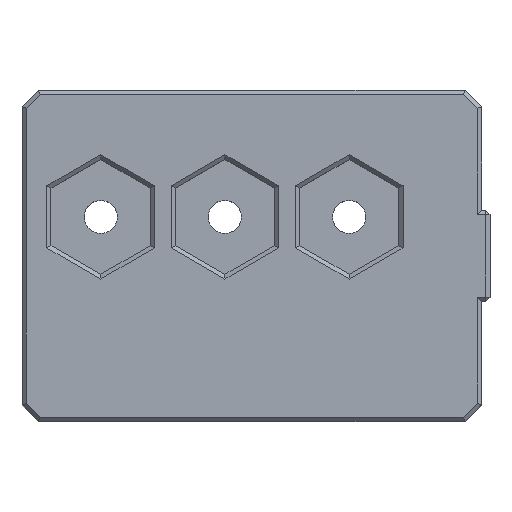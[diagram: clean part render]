
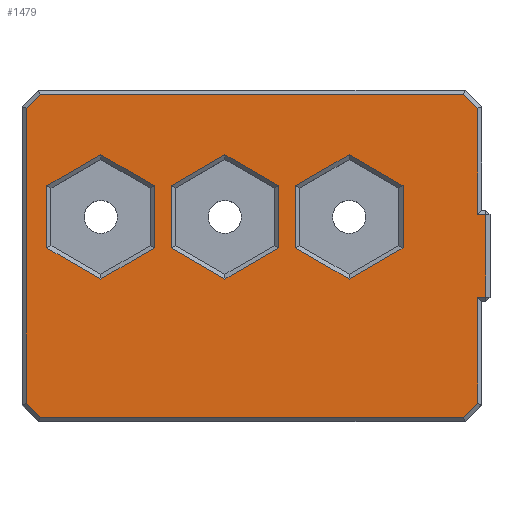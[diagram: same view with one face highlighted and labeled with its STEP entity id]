
A CAD part, top view. The second image highlights one B-rep face of the part: STEP entity #1479.
In plain terms, the highlighted planar face has unit normal (0, 0, 1).
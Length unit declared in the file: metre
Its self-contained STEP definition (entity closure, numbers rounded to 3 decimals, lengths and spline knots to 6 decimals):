
#25=PLANE('',#1596);
#144=LINE('',#2260,#330);
#145=LINE('',#2263,#331);
#146=LINE('',#2265,#332);
#147=LINE('',#2267,#333);
#148=LINE('',#2269,#334);
#149=LINE('',#2271,#335);
#150=LINE('',#2272,#336);
#151=LINE('',#2275,#337);
#152=LINE('',#2277,#338);
#153=LINE('',#2279,#339);
#154=LINE('',#2281,#340);
#155=LINE('',#2283,#341);
#156=LINE('',#2284,#342);
#157=LINE('',#2287,#343);
#158=LINE('',#2289,#344);
#159=LINE('',#2291,#345);
#160=LINE('',#2293,#346);
#161=LINE('',#2295,#347);
#162=LINE('',#2296,#348);
#163=LINE('',#2299,#349);
#164=LINE('',#2301,#350);
#165=LINE('',#2303,#351);
#166=LINE('',#2305,#352);
#167=LINE('',#2307,#353);
#168=LINE('',#2309,#354);
#169=LINE('',#2311,#355);
#170=LINE('',#2313,#356);
#171=LINE('',#2315,#357);
#172=LINE('',#2317,#358);
#173=LINE('',#2319,#359);
#330=VECTOR('',#1774,1.);
#331=VECTOR('',#1775,1.);
#332=VECTOR('',#1776,1.);
#333=VECTOR('',#1777,1.);
#334=VECTOR('',#1778,1.);
#335=VECTOR('',#1779,1.);
#336=VECTOR('',#1780,1.);
#337=VECTOR('',#1781,1.);
#338=VECTOR('',#1782,1.);
#339=VECTOR('',#1783,1.);
#340=VECTOR('',#1784,1.);
#341=VECTOR('',#1785,1.);
#342=VECTOR('',#1786,1.);
#343=VECTOR('',#1787,1.);
#344=VECTOR('',#1788,1.);
#345=VECTOR('',#1789,1.);
#346=VECTOR('',#1790,1.);
#347=VECTOR('',#1791,1.);
#348=VECTOR('',#1792,1.);
#349=VECTOR('',#1793,1.);
#350=VECTOR('',#1794,1.);
#351=VECTOR('',#1795,1.);
#352=VECTOR('',#1796,1.);
#353=VECTOR('',#1797,1.);
#354=VECTOR('',#1798,1.);
#355=VECTOR('',#1799,1.);
#356=VECTOR('',#1800,1.);
#357=VECTOR('',#1801,1.);
#358=VECTOR('',#1802,1.);
#359=VECTOR('',#1803,1.);
#537=ORIENTED_EDGE('',*,*,#943,.T.);
#538=ORIENTED_EDGE('',*,*,#944,.T.);
#539=ORIENTED_EDGE('',*,*,#945,.T.);
#540=ORIENTED_EDGE('',*,*,#946,.T.);
#541=ORIENTED_EDGE('',*,*,#947,.T.);
#542=ORIENTED_EDGE('',*,*,#948,.T.);
#543=ORIENTED_EDGE('',*,*,#949,.T.);
#544=ORIENTED_EDGE('',*,*,#950,.T.);
#545=ORIENTED_EDGE('',*,*,#951,.T.);
#546=ORIENTED_EDGE('',*,*,#952,.T.);
#547=ORIENTED_EDGE('',*,*,#953,.T.);
#548=ORIENTED_EDGE('',*,*,#954,.T.);
#549=ORIENTED_EDGE('',*,*,#955,.T.);
#550=ORIENTED_EDGE('',*,*,#956,.T.);
#551=ORIENTED_EDGE('',*,*,#957,.T.);
#552=ORIENTED_EDGE('',*,*,#958,.T.);
#553=ORIENTED_EDGE('',*,*,#959,.T.);
#554=ORIENTED_EDGE('',*,*,#960,.T.);
#555=ORIENTED_EDGE('',*,*,#961,.T.);
#556=ORIENTED_EDGE('',*,*,#962,.T.);
#557=ORIENTED_EDGE('',*,*,#963,.T.);
#558=ORIENTED_EDGE('',*,*,#964,.T.);
#559=ORIENTED_EDGE('',*,*,#965,.T.);
#560=ORIENTED_EDGE('',*,*,#966,.T.);
#561=ORIENTED_EDGE('',*,*,#967,.T.);
#562=ORIENTED_EDGE('',*,*,#968,.T.);
#563=ORIENTED_EDGE('',*,*,#969,.T.);
#564=ORIENTED_EDGE('',*,*,#970,.T.);
#565=ORIENTED_EDGE('',*,*,#971,.T.);
#566=ORIENTED_EDGE('',*,*,#972,.T.);
#943=EDGE_CURVE('',#1145,#1146,#144,.T.);
#944=EDGE_CURVE('',#1146,#1147,#145,.T.);
#945=EDGE_CURVE('',#1147,#1148,#146,.T.);
#946=EDGE_CURVE('',#1148,#1149,#147,.T.);
#947=EDGE_CURVE('',#1149,#1150,#148,.T.);
#948=EDGE_CURVE('',#1150,#1145,#149,.T.);
#949=EDGE_CURVE('',#1151,#1152,#150,.T.);
#950=EDGE_CURVE('',#1152,#1153,#151,.T.);
#951=EDGE_CURVE('',#1153,#1154,#152,.T.);
#952=EDGE_CURVE('',#1154,#1155,#153,.T.);
#953=EDGE_CURVE('',#1155,#1156,#154,.T.);
#954=EDGE_CURVE('',#1156,#1151,#155,.T.);
#955=EDGE_CURVE('',#1157,#1158,#156,.T.);
#956=EDGE_CURVE('',#1158,#1159,#157,.T.);
#957=EDGE_CURVE('',#1159,#1160,#158,.T.);
#958=EDGE_CURVE('',#1160,#1161,#159,.T.);
#959=EDGE_CURVE('',#1161,#1162,#160,.T.);
#960=EDGE_CURVE('',#1162,#1157,#161,.T.);
#961=EDGE_CURVE('',#1163,#1164,#162,.T.);
#962=EDGE_CURVE('',#1164,#1165,#163,.T.);
#963=EDGE_CURVE('',#1165,#1166,#164,.T.);
#964=EDGE_CURVE('',#1166,#1167,#165,.T.);
#965=EDGE_CURVE('',#1167,#1168,#166,.T.);
#966=EDGE_CURVE('',#1168,#1169,#167,.T.);
#967=EDGE_CURVE('',#1169,#1170,#168,.T.);
#968=EDGE_CURVE('',#1170,#1171,#169,.T.);
#969=EDGE_CURVE('',#1171,#1172,#170,.T.);
#970=EDGE_CURVE('',#1172,#1173,#171,.T.);
#971=EDGE_CURVE('',#1173,#1174,#172,.T.);
#972=EDGE_CURVE('',#1174,#1163,#173,.T.);
#1145=VERTEX_POINT('',#2261);
#1146=VERTEX_POINT('',#2262);
#1147=VERTEX_POINT('',#2264);
#1148=VERTEX_POINT('',#2266);
#1149=VERTEX_POINT('',#2268);
#1150=VERTEX_POINT('',#2270);
#1151=VERTEX_POINT('',#2273);
#1152=VERTEX_POINT('',#2274);
#1153=VERTEX_POINT('',#2276);
#1154=VERTEX_POINT('',#2278);
#1155=VERTEX_POINT('',#2280);
#1156=VERTEX_POINT('',#2282);
#1157=VERTEX_POINT('',#2285);
#1158=VERTEX_POINT('',#2286);
#1159=VERTEX_POINT('',#2288);
#1160=VERTEX_POINT('',#2290);
#1161=VERTEX_POINT('',#2292);
#1162=VERTEX_POINT('',#2294);
#1163=VERTEX_POINT('',#2297);
#1164=VERTEX_POINT('',#2298);
#1165=VERTEX_POINT('',#2300);
#1166=VERTEX_POINT('',#2302);
#1167=VERTEX_POINT('',#2304);
#1168=VERTEX_POINT('',#2306);
#1169=VERTEX_POINT('',#2308);
#1170=VERTEX_POINT('',#2310);
#1171=VERTEX_POINT('',#2312);
#1172=VERTEX_POINT('',#2314);
#1173=VERTEX_POINT('',#2316);
#1174=VERTEX_POINT('',#2318);
#1249=EDGE_LOOP('',(#537,#538,#539,#540,#541,#542));
#1250=EDGE_LOOP('',(#543,#544,#545,#546,#547,#548));
#1251=EDGE_LOOP('',(#549,#550,#551,#552,#553,#554));
#1252=EDGE_LOOP('',(#555,#556,#557,#558,#559,#560,#561,#562,#563,#564,#565,
#566));
#1367=FACE_BOUND('',#1249,.T.);
#1368=FACE_BOUND('',#1250,.T.);
#1369=FACE_BOUND('',#1251,.T.);
#1370=FACE_BOUND('',#1252,.T.);
#1479=ADVANCED_FACE('',(#1367,#1368,#1369,#1370),#25,.F.);
#1596=AXIS2_PLACEMENT_3D('',#2259,#1772,#1773);
#1772=DIRECTION('',(0.,0.,-1.));
#1773=DIRECTION('',(1.,0.,0.));
#1774=DIRECTION('',(0.,-1.,0.));
#1775=DIRECTION('',(-0.866,-0.5,0.));
#1776=DIRECTION('',(-0.866,0.5,0.));
#1777=DIRECTION('',(0.,1.,0.));
#1778=DIRECTION('',(0.866,0.5,0.));
#1779=DIRECTION('',(0.866,-0.5,0.));
#1780=DIRECTION('',(0.,-1.,0.));
#1781=DIRECTION('',(-0.866,-0.5,0.));
#1782=DIRECTION('',(-0.866,0.5,0.));
#1783=DIRECTION('',(0.,1.,0.));
#1784=DIRECTION('',(0.866,0.5,0.));
#1785=DIRECTION('',(0.866,-0.5,0.));
#1786=DIRECTION('',(0.,-1.,0.));
#1787=DIRECTION('',(-0.866,-0.5,0.));
#1788=DIRECTION('',(-0.866,0.5,0.));
#1789=DIRECTION('',(0.,1.,0.));
#1790=DIRECTION('',(0.866,0.5,0.));
#1791=DIRECTION('',(0.866,-0.5,0.));
#1792=DIRECTION('',(1.,0.,0.));
#1793=DIRECTION('',(0.,1.,0.));
#1794=DIRECTION('',(-1.,0.,0.));
#1795=DIRECTION('',(0.,1.,0.));
#1796=DIRECTION('',(-0.707,0.707,0.));
#1797=DIRECTION('',(-1.,0.,0.));
#1798=DIRECTION('',(-0.707,-0.707,0.));
#1799=DIRECTION('',(0.,-1.,0.));
#1800=DIRECTION('',(0.707,-0.707,0.));
#1801=DIRECTION('',(1.,0.,0.));
#1802=DIRECTION('',(0.707,0.707,0.));
#1803=DIRECTION('',(0.,1.,0.));
#2259=CARTESIAN_POINT('',(-0.017806,-0.07475,0.01375));
#2260=CARTESIAN_POINT('',(-0.023931,-0.07475,0.01375));
#2261=CARTESIAN_POINT('',(-0.023931,-0.070524,0.01375));
#2262=CARTESIAN_POINT('',(-0.023931,-0.074276,0.01375));
#2263=CARTESIAN_POINT('',(-0.019542,-0.071743,0.01375));
#2264=CARTESIAN_POINT('',(-0.027181,-0.076153,0.01375));
#2265=CARTESIAN_POINT('',(-0.020757,-0.079862,0.01375));
#2266=CARTESIAN_POINT('',(-0.030431,-0.074276,0.01375));
#2267=CARTESIAN_POINT('',(-0.030431,-0.07475,0.01375));
#2268=CARTESIAN_POINT('',(-0.030431,-0.070524,0.01375));
#2269=CARTESIAN_POINT('',(-0.022792,-0.066113,0.01375));
#2270=CARTESIAN_POINT('',(-0.027181,-0.068647,0.01375));
#2271=CARTESIAN_POINT('',(-0.024056,-0.070451,0.01375));
#2272=CARTESIAN_POINT('',(-0.016431,-0.07475,0.01375));
#2273=CARTESIAN_POINT('',(-0.016431,-0.070524,0.01375));
#2274=CARTESIAN_POINT('',(-0.016431,-0.074276,0.01375));
#2275=CARTESIAN_POINT('',(-0.017667,-0.07499,0.01375));
#2276=CARTESIAN_POINT('',(-0.019681,-0.076153,0.01375));
#2277=CARTESIAN_POINT('',(-0.018882,-0.076614,0.01375));
#2278=CARTESIAN_POINT('',(-0.022931,-0.074276,0.01375));
#2279=CARTESIAN_POINT('',(-0.022931,-0.07475,0.01375));
#2280=CARTESIAN_POINT('',(-0.022931,-0.070524,0.01375));
#2281=CARTESIAN_POINT('',(-0.020917,-0.069361,0.01375));
#2282=CARTESIAN_POINT('',(-0.019681,-0.068647,0.01375));
#2283=CARTESIAN_POINT('',(-0.016556,-0.070451,0.01375));
#2284=CARTESIAN_POINT('',(-0.008931,-0.07475,0.01375));
#2285=CARTESIAN_POINT('',(-0.008931,-0.070524,0.01375));
#2286=CARTESIAN_POINT('',(-0.008931,-0.074276,0.01375));
#2287=CARTESIAN_POINT('',(-0.015792,-0.078238,0.01375));
#2288=CARTESIAN_POINT('',(-0.012181,-0.076153,0.01375));
#2289=CARTESIAN_POINT('',(-0.017007,-0.073366,0.01375));
#2290=CARTESIAN_POINT('',(-0.015431,-0.074276,0.01375));
#2291=CARTESIAN_POINT('',(-0.015431,-0.07475,0.01375));
#2292=CARTESIAN_POINT('',(-0.015431,-0.070524,0.01375));
#2293=CARTESIAN_POINT('',(-0.019042,-0.072609,0.01375));
#2294=CARTESIAN_POINT('',(-0.012181,-0.068647,0.01375));
#2295=CARTESIAN_POINT('',(-0.009056,-0.070451,0.01375));
#2296=CARTESIAN_POINT('',(-0.017806,-0.07725,0.01375));
#2297=CARTESIAN_POINT('',(-0.004431,-0.07725,0.01375));
#2298=CARTESIAN_POINT('',(-0.003931,-0.07725,0.01375));
#2299=CARTESIAN_POINT('',(-0.003931,-0.07475,0.01375));
#2300=CARTESIAN_POINT('',(-0.003931,-0.07225,0.01375));
#2301=CARTESIAN_POINT('',(-0.017806,-0.07225,0.01375));
#2302=CARTESIAN_POINT('',(-0.004431,-0.07225,0.01375));
#2303=CARTESIAN_POINT('',(-0.004431,-0.07475,0.01375));
#2304=CARTESIAN_POINT('',(-0.004431,-0.065854,0.01375));
#2305=CARTESIAN_POINT('',(-0.005358,-0.064927,0.01375));
#2306=CARTESIAN_POINT('',(-0.005285,-0.065,0.01375));
#2307=CARTESIAN_POINT('',(-0.017806,-0.065,0.01375));
#2308=CARTESIAN_POINT('',(-0.030827,-0.065,0.01375));
#2309=CARTESIAN_POINT('',(-0.031754,-0.065927,0.01375));
#2310=CARTESIAN_POINT('',(-0.031681,-0.065854,0.01375));
#2311=CARTESIAN_POINT('',(-0.031681,-0.07475,0.01375));
#2312=CARTESIAN_POINT('',(-0.031681,-0.083646,0.01375));
#2313=CARTESIAN_POINT('',(-0.030754,-0.084573,0.01375));
#2314=CARTESIAN_POINT('',(-0.030827,-0.0845,0.01375));
#2315=CARTESIAN_POINT('',(-0.017806,-0.0845,0.01375));
#2316=CARTESIAN_POINT('',(-0.005285,-0.0845,0.01375));
#2317=CARTESIAN_POINT('',(-0.004358,-0.083573,0.01375));
#2318=CARTESIAN_POINT('',(-0.004431,-0.083646,0.01375));
#2319=CARTESIAN_POINT('',(-0.004431,-0.07475,0.01375));
